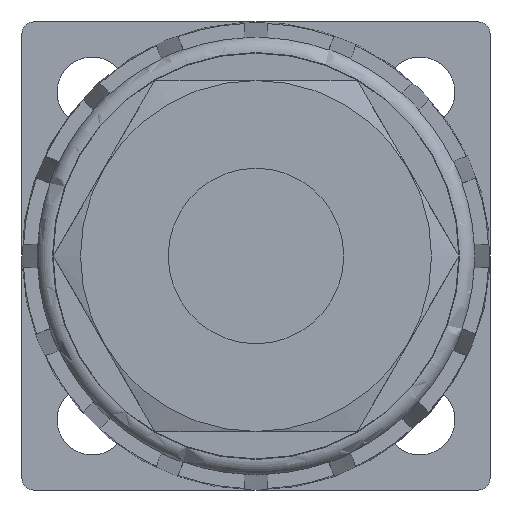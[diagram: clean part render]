
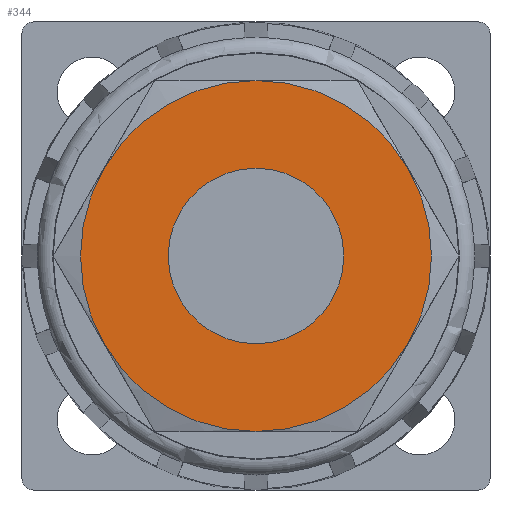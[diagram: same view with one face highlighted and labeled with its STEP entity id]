
A CAD part, front view. The second image highlights one B-rep face of the part: STEP entity #344.
In plain terms, the highlighted planar face has unit normal (0, -1, 0).
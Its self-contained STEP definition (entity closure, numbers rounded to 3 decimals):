
#344 = ADVANCED_FACE( '', ( #746, #747 ), #748, .F. );
#746 = FACE_BOUND( '', #1185, .T. );
#747 = FACE_OUTER_BOUND( '', #1186, .T. );
#748 = PLANE( '', #1187 );
#1185 = EDGE_LOOP( '', ( #2122 ) );
#1186 = EDGE_LOOP( '', ( #2123, #2124, #2125, #2126, #2127, #2128 ) );
#1187 = AXIS2_PLACEMENT_3D( '', #2129, #2130, #2131 );
#2122 = ORIENTED_EDGE( '', *, *, #2528, .F. );
#2123 = ORIENTED_EDGE( '', *, *, #2610, .T. );
#2124 = ORIENTED_EDGE( '', *, *, #2772, .T. );
#2125 = ORIENTED_EDGE( '', *, *, #2829, .T. );
#2126 = ORIENTED_EDGE( '', *, *, #2905, .T. );
#2127 = ORIENTED_EDGE( '', *, *, #2806, .T. );
#2128 = ORIENTED_EDGE( '', *, *, #2606, .T. );
#2129 = CARTESIAN_POINT( '', ( 15., 0., 0. ) );
#2130 = DIRECTION( '', ( 0., 1., 0. ) );
#2131 = DIRECTION( '', ( 0., 0., 1. ) );
#2528 = EDGE_CURVE( '', #3004, #3004, #3005, .F. );
#2606 = EDGE_CURVE( '', #3141, #3138, #3142, .T. );
#2610 = EDGE_CURVE( '', #3138, #3145, #3148, .T. );
#2772 = EDGE_CURVE( '', #3145, #3411, #3414, .T. );
#2806 = EDGE_CURVE( '', #3466, #3141, #3467, .T. );
#2829 = EDGE_CURVE( '', #3411, #3320, #3500, .T. );
#2905 = EDGE_CURVE( '', #3320, #3466, #3589, .T. );
#3004 = VERTEX_POINT( '', #3704 );
#3005 = CIRCLE( '', #3705, 7.5 );
#3138 = VERTEX_POINT( '', #3921 );
#3141 = VERTEX_POINT( '', #3929 );
#3142 = CIRCLE( '', #3930, 15. );
#3145 = VERTEX_POINT( '', #3938 );
#3148 = CIRCLE( '', #3946, 15. );
#3320 = VERTEX_POINT( '', #4249 );
#3411 = VERTEX_POINT( '', #4397 );
#3414 = CIRCLE( '', #4405, 15. );
#3466 = VERTEX_POINT( '', #4482 );
#3467 = CIRCLE( '', #4483, 15. );
#3500 = CIRCLE( '', #4546, 15. );
#3589 = CIRCLE( '', #4725, 15. );
#3704 = CARTESIAN_POINT( '', ( 0., 0., 7.5 ) );
#3705 = AXIS2_PLACEMENT_3D( '', #4870, #4871, #4872 );
#3921 = CARTESIAN_POINT( '', ( 0., 0., -15. ) );
#3929 = CARTESIAN_POINT( '', ( -12.99, 0., -7.5 ) );
#3930 = AXIS2_PLACEMENT_3D( '', #4953, #4954, #4955 );
#3938 = CARTESIAN_POINT( '', ( 12.99, 0., -7.5 ) );
#3946 = AXIS2_PLACEMENT_3D( '', #4956, #4957, #4958 );
#4249 = CARTESIAN_POINT( '', ( 0., 0., 15. ) );
#4397 = CARTESIAN_POINT( '', ( 12.99, 0., 7.5 ) );
#4405 = AXIS2_PLACEMENT_3D( '', #5151, #5152, #5153 );
#4482 = CARTESIAN_POINT( '', ( -12.99, 0., 7.5 ) );
#4483 = AXIS2_PLACEMENT_3D( '', #5199, #5200, #5201 );
#4546 = AXIS2_PLACEMENT_3D( '', #5216, #5217, #5218 );
#4725 = AXIS2_PLACEMENT_3D( '', #5267, #5268, #5269 );
#4870 = CARTESIAN_POINT( '', ( 0., 0., 0. ) );
#4871 = DIRECTION( '', ( 0., 1., 0. ) );
#4872 = DIRECTION( '', ( 0., 0., 1. ) );
#4953 = CARTESIAN_POINT( '', ( 0., 0., 0. ) );
#4954 = DIRECTION( '', ( 0., -1., 0. ) );
#4955 = DIRECTION( '', ( 0., 0., -1. ) );
#4956 = CARTESIAN_POINT( '', ( 0., 0., 0. ) );
#4957 = DIRECTION( '', ( 0., -1., 0. ) );
#4958 = DIRECTION( '', ( 0., 0., -1. ) );
#5151 = CARTESIAN_POINT( '', ( 0., 0., 0. ) );
#5152 = DIRECTION( '', ( 0., -1., 0. ) );
#5153 = DIRECTION( '', ( 0., 0., -1. ) );
#5199 = CARTESIAN_POINT( '', ( 0., 0., 0. ) );
#5200 = DIRECTION( '', ( 0., -1., 0. ) );
#5201 = DIRECTION( '', ( 0., 0., -1. ) );
#5216 = CARTESIAN_POINT( '', ( 0., 0., 0. ) );
#5217 = DIRECTION( '', ( 0., -1., 0. ) );
#5218 = DIRECTION( '', ( 0., 0., -1. ) );
#5267 = CARTESIAN_POINT( '', ( 0., 0., 0. ) );
#5268 = DIRECTION( '', ( 0., -1., 0. ) );
#5269 = DIRECTION( '', ( 0., 0., -1. ) );
